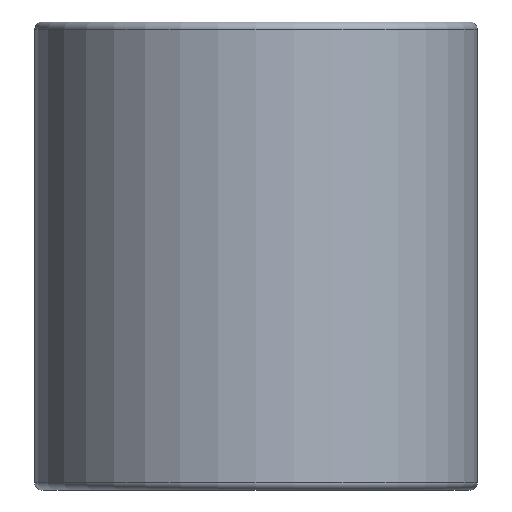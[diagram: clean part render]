
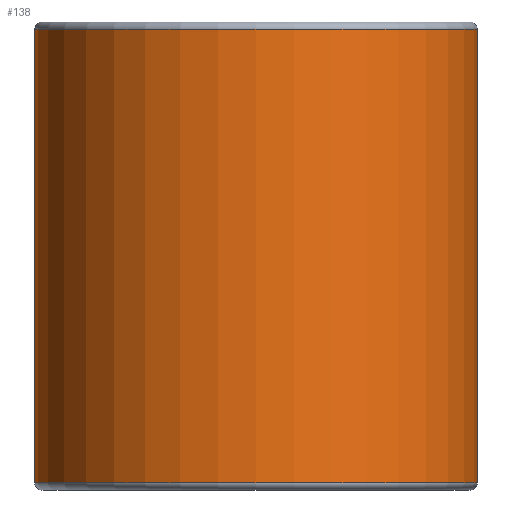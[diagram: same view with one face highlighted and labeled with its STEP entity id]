
A CAD part, front view. The second image highlights one B-rep face of the part: STEP entity #138.
In plain terms, the highlighted cylindrical face has radius 30.5 mm (diameter 61 mm), a full revolution.
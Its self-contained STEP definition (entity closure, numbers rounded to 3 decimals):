
#18=CYLINDRICAL_SURFACE($,#159,30.5);
#26=FACE_BOUND($,#56,.T.);
#40=FACE_OUTER_BOUND($,#55,.T.);
#55=EDGE_LOOP($,(#115));
#56=EDGE_LOOP($,(#116));
#74=CIRCLE($,#158,30.5);
#75=CIRCLE($,#160,30.5);
#86=VERTEX_POINT($,#238);
#87=VERTEX_POINT($,#241);
#98=EDGE_CURVE($,#86,#86,#74,.T.);
#99=EDGE_CURVE($,#87,#87,#75,.T.);
#115=ORIENTED_EDGE($,*,*,#99,.F.);
#116=ORIENTED_EDGE($,*,*,#98,.T.);
#138=ADVANCED_FACE($,(#40,#26),#18,.T.);
#158=AXIS2_PLACEMENT_3D($,#239,#194,#195);
#159=AXIS2_PLACEMENT_3D($,#240,#196,#197);
#160=AXIS2_PLACEMENT_3D($,#242,#198,#199);
#194=DIRECTION('center_axis',(0.,0.,1.));
#195=DIRECTION('ref_axis',(0.,-1.,0.));
#196=DIRECTION('center_axis',(0.,0.,1.));
#197=DIRECTION('ref_axis',(0.,-1.,0.));
#198=DIRECTION('center_axis',(0.,0.,1.));
#199=DIRECTION('ref_axis',(0.,-1.,0.));
#238=CARTESIAN_POINT('',(0.,-30.5,-31.25));
#239=CARTESIAN_POINT('Origin',(0.,0.,-31.25));
#240=CARTESIAN_POINT('Origin',(0.,0.,0.));
#241=CARTESIAN_POINT('',(0.,-30.5,31.25));
#242=CARTESIAN_POINT('Origin',(0.,0.,31.25));
